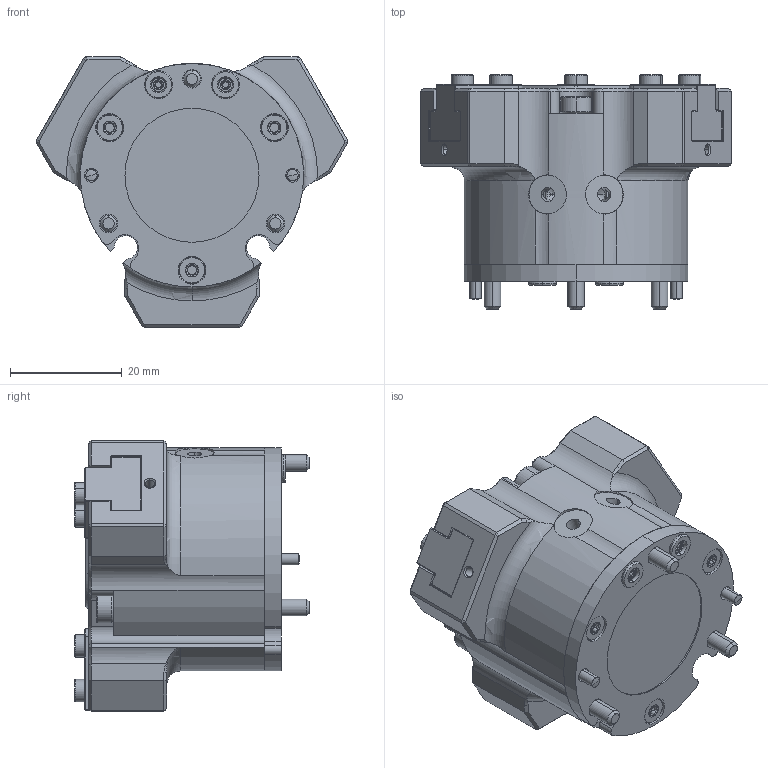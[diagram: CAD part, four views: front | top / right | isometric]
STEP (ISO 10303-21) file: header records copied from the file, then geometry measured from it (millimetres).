
FILE_DESCRIPTION((''),'2;1');
FILE_NAME('150001225_ASM','2022-02-08T15:48:11',('Marc.Engelhart'),(''),'CREO PARAMETRIC BY PTC INC, 2020044','CREO PARAMETRIC BY PTC INC, 2020044','');
FILE_SCHEMA(('AUTOMOTIVE_DESIGN { 1 0 10303 214 1 1 1 1 }'));
Length unit declared in the file: millimetre
Products named in the file (5): ABDECKUNG; GEHUSEOBERTEIL0; GREIFERBACKEN; GRUNDGEHUSE-N0; 150001225_ASM
Assembly tree (6 placements, depth 2):
  150001225_ASM
    ABDECKUNG
    GEHUSEOBERTEIL0
    GREIFERBACKEN  x3
    GRUNDGEHUSE-N0
Bounding box: 55.8 x 41.95 x 48.5 mm (x, y, z)
Volume: 47674.6 mm3; surface area: 21868.4 mm2
Topology: 6 solids, 12 shells, 1125 faces, 2858 edges, 1787 vertices
Faces by surface type: cylinder 419, plane 332, cone 307, torus 56, sphere 8, extrusion 3
Entity records: 29964 total; most frequent: CARTESIAN_POINT 6713, DIRECTION 4858, ORIENTED_EDGE 4640, EDGE_CURVE 2320, AXIS2_PLACEMENT_3D 1918, VERTEX_POINT 1487, VECTOR 1007, LINE 1006
